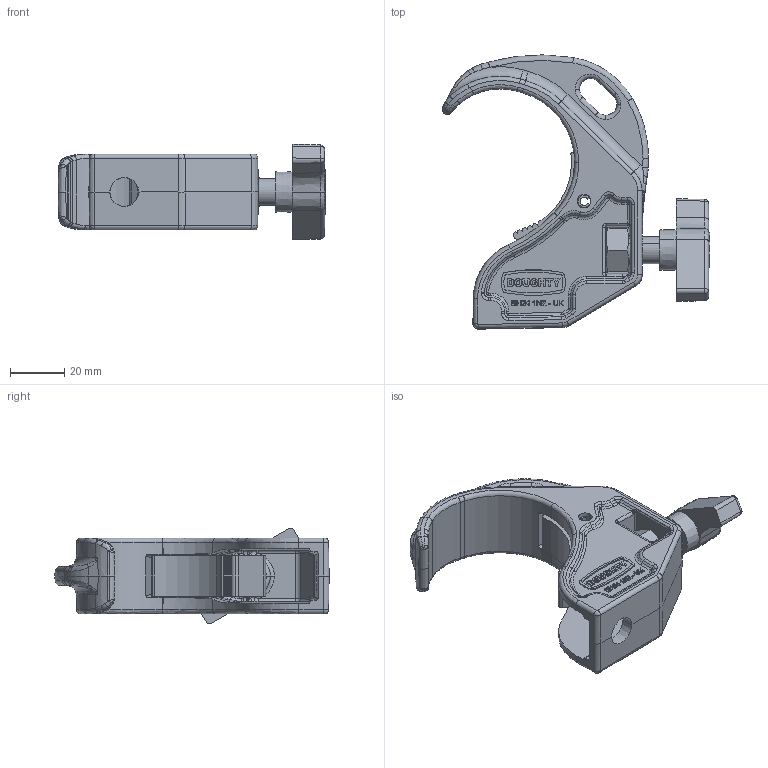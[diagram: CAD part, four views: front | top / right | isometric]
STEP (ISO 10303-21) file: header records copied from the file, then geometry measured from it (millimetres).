
FILE_DESCRIPTION (( 'STEP AP214' ), '1' );
FILE_NAME ('T58400.STEP', '2023-06-28T11:39:49', ( '' ), ( '' ), 'SwSTEP 2.0', 'SolidWorks 2022', '' );
FILE_SCHEMA (( 'AUTOMOTIVE_DESIGN' ));
Length unit declared in the file: millimetre
Products named in the file (9): F771; S1572; TH2173; TH2022; TH715; T58400; TH716; S0135; Hex Nut Style 1 GradeAB_Doughty Fastners_Hexagon Nut ISO - 4032 - M10 - D - S
Assembly tree (8 placements, depth 3):
  T58400
    TH715
      TH2173
    TH716
      TH2022
    F771
    Hex Nut Style 1 GradeAB_Doughty Fastners_Hexagon Nut ISO - 4032 - M10 - D - S
    S0135
    S1572
Bounding box: 98.76 x 101.13 x 35.26 mm (x, y, z)
Volume: 66083.5 mm3; surface area: 31995.7 mm2
Topology: 6 solids, 6 shells, 1396 faces, 3913 edges, 2580 vertices
Faces by surface type: plane 519, bspline 417, cylinder 197, cone 165, torus 98
Entity records: 72395 total; most frequent: CARTESIAN_POINT 32145, ORIENTED_EDGE 7792, DIRECTION 4847, EDGE_CURVE 3896, VERTEX_POINT 2580, LINE 1659, VECTOR 1659, AXIS2_PLACEMENT_3D 1594
